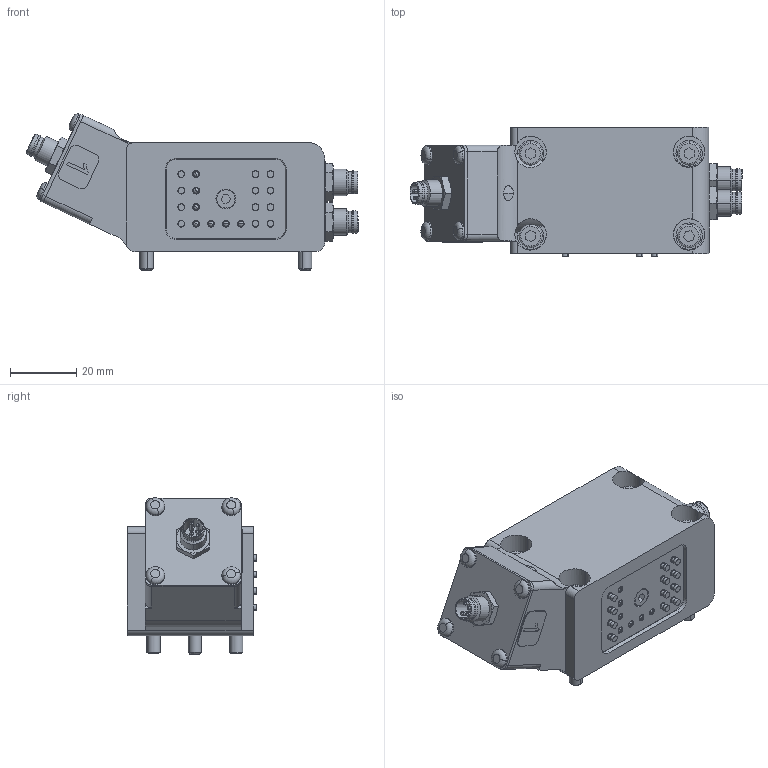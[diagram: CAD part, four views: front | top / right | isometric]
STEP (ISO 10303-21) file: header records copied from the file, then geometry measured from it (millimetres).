
FILE_DESCRIPTION (( 'STEP AP203' ), '1' );
FILE_NAME ('P1381.STEP', '2019-10-30T08:29:29', ( 'RSPlokal' ), ( 'Microsoft' ), 'SwSTEP 2.0', 'SolidWorks 2017', '' );
FILE_SCHEMA (( 'CONFIG_CONTROL_DESIGN' ));
Length unit declared in the file: millimetre
Products named in the file (1): P1381
Bounding box: 100.48 x 39.26 x 47.3 mm (x, y, z)
Volume: 99272.6 mm3; surface area: 33601.1 mm2
Topology: 55 solids, 59 shells, 1412 faces, 3139 edges, 1840 vertices
Faces by surface type: cylinder 507, cone 331, plane 275, torus 160, bspline 101, sphere 38
Entity records: 42181 total; most frequent: CARTESIAN_POINT 11048, DIRECTION 7056, ORIENTED_EDGE 6040, EDGE_CURVE 3020, AXIS2_PLACEMENT_3D 2947, VERTEX_POINT 1795, CIRCLE 1635, EDGE_LOOP 1577
